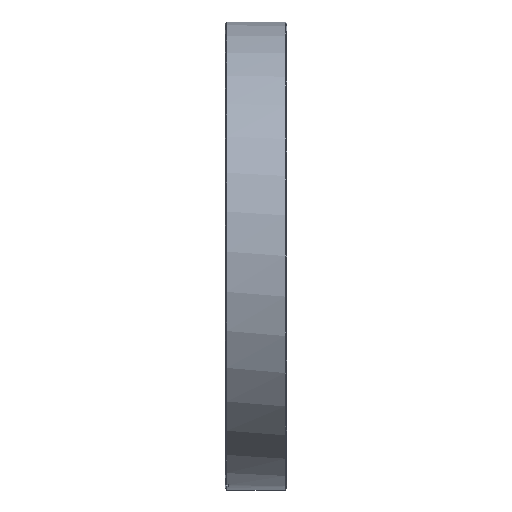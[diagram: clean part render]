
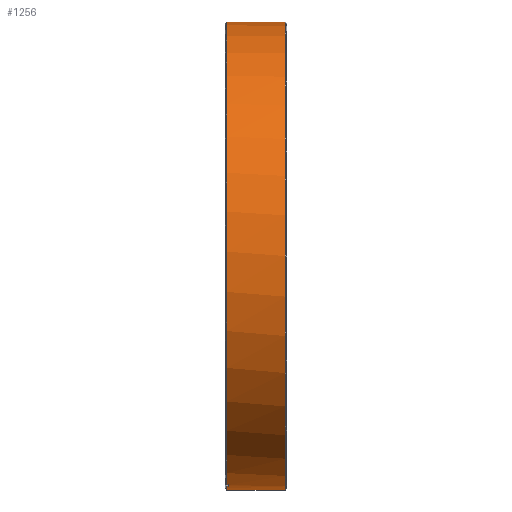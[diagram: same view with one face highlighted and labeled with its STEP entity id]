
A CAD part, left-side view. The second image highlights one B-rep face of the part: STEP entity #1256.
In plain terms, the highlighted cylindrical face has radius 75.8 mm (diameter 151.6 mm), a partial arc.
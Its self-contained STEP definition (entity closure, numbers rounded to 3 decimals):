
#10 = LINE ( 'NONE', #49, #1373 ) ;
#49 = CARTESIAN_POINT ( 'NONE',  ( 0., 19.776, 75.8 ) ) ;
#95 = VERTEX_POINT ( 'NONE', #4099 ) ;
#156 = LINE ( 'NONE', #2654, #1694 ) ;
#465 = CIRCLE ( 'NONE', #4394, 75.8 ) ;
#519 = EDGE_CURVE ( 'NONE', #798, #95, #4621, .T. ) ;
#798 = VERTEX_POINT ( 'NONE', #4395 ) ;
#804 = CARTESIAN_POINT ( 'NONE',  ( 0., -1., 0. ) ) ;
#853 = CARTESIAN_POINT ( 'NONE',  ( -15.767, -0.5, -74.142 ) ) ;
#868 = CIRCLE ( 'NONE', #2166, 75.8 ) ;
#895 = DIRECTION ( 'NONE',  ( 0., -1., 0. ) ) ;
#950 = EDGE_CURVE ( 'NONE', #1847, #3855, #868, .T. ) ;
#969 = DIRECTION ( 'NONE',  ( 0., 0., 1. ) ) ;
#1100 = AXIS2_PLACEMENT_3D ( 'NONE', #3376, #3889, #3939 ) ;
#1115 = EDGE_CURVE ( 'NONE', #1190, #3063, #4031, .T. ) ;
#1122 = CYLINDRICAL_SURFACE ( 'NONE', #1686, 75.8 ) ;
#1190 = VERTEX_POINT ( 'NONE', #3317 ) ;
#1256 = ADVANCED_FACE ( 'NONE', ( #2360 ), #1122, .T. ) ;
#1280 = CARTESIAN_POINT ( 'NONE',  ( -13.806, -1., -74.532 ) ) ;
#1373 = VECTOR ( 'NONE', #4239, 1000. ) ;
#1497 = EDGE_CURVE ( 'NONE', #2230, #798, #156, .T. ) ;
#1521 = ORIENTED_EDGE ( 'NONE', *, *, #2941, .F. ) ;
#1666 = LINE ( 'NONE', #4502, #1675 ) ;
#1675 = VECTOR ( 'NONE', #2304, 1000. ) ;
#1686 = AXIS2_PLACEMENT_3D ( 'NONE', #3158, #3176, #3168 ) ;
#1693 = VERTEX_POINT ( 'NONE', #2305 ) ;
#1694 = VECTOR ( 'NONE', #2648, 1000. ) ;
#1778 = LINE ( 'NONE', #3420, #3436 ) ;
#1798 = ORIENTED_EDGE ( 'NONE', *, *, #950, .T. ) ;
#1842 = ORIENTED_EDGE ( 'NONE', *, *, #2853, .T. ) ;
#1847 = VERTEX_POINT ( 'NONE', #2081 ) ;
#1894 = ORIENTED_EDGE ( 'NONE', *, *, #1115, .T. ) ;
#2081 = CARTESIAN_POINT ( 'NONE',  ( 0., -19.4, -75.8 ) ) ;
#2166 = AXIS2_PLACEMENT_3D ( 'NONE', #3957, #3952, #3950 ) ;
#2195 = ORIENTED_EDGE ( 'NONE', *, *, #4382, .F. ) ;
#2230 = VERTEX_POINT ( 'NONE', #1280 ) ;
#2304 = DIRECTION ( 'NONE',  ( 0., 1., 0. ) ) ;
#2305 = CARTESIAN_POINT ( 'NONE',  ( -15.767, -1., -74.142 ) ) ;
#2322 = AXIS2_PLACEMENT_3D ( 'NONE', #3435, #3433, #3422 ) ;
#2360 = FACE_OUTER_BOUND ( 'NONE', #2803, .T. ) ;
#2648 = DIRECTION ( 'NONE',  ( 0., 1., 0. ) ) ;
#2654 = CARTESIAN_POINT ( 'NONE',  ( -13.806, 19.776, -74.532 ) ) ;
#2678 = ORIENTED_EDGE ( 'NONE', *, *, #3486, .T. ) ;
#2803 = EDGE_LOOP ( 'NONE', ( #1521, #1798, #1842, #1894, #2195, #2678, #2919, #3171 ) ) ;
#2853 = EDGE_CURVE ( 'NONE', #3855, #1190, #10, .T. ) ;
#2919 = ORIENTED_EDGE ( 'NONE', *, *, #1497, .T. ) ;
#2941 = EDGE_CURVE ( 'NONE', #1847, #95, #1666, .T. ) ;
#3063 = VERTEX_POINT ( 'NONE', #853 ) ;
#3158 = CARTESIAN_POINT ( 'NONE',  ( 0., 19.776, 0. ) ) ;
#3168 = DIRECTION ( 'NONE',  ( 0., 0., 1. ) ) ;
#3171 = ORIENTED_EDGE ( 'NONE', *, *, #519, .T. ) ;
#3176 = DIRECTION ( 'NONE',  ( 0., 1., 0. ) ) ;
#3317 = CARTESIAN_POINT ( 'NONE',  ( 0., -0.5, 75.8 ) ) ;
#3376 = CARTESIAN_POINT ( 'NONE',  ( 0., -0.5, 0. ) ) ;
#3420 = CARTESIAN_POINT ( 'NONE',  ( -15.767, 19.776, -74.142 ) ) ;
#3422 = DIRECTION ( 'NONE',  ( 0., 0., 1. ) ) ;
#3433 = DIRECTION ( 'NONE',  ( 0., -1., 0. ) ) ;
#3435 = CARTESIAN_POINT ( 'NONE',  ( 0., -0.5, 0. ) ) ;
#3436 = VECTOR ( 'NONE', #3469, 1000. ) ;
#3469 = DIRECTION ( 'NONE',  ( 0., 1., 0. ) ) ;
#3486 = EDGE_CURVE ( 'NONE', #1693, #2230, #465, .T. ) ;
#3855 = VERTEX_POINT ( 'NONE', #4036 ) ;
#3889 = DIRECTION ( 'NONE',  ( 0., -1., 0. ) ) ;
#3939 = DIRECTION ( 'NONE',  ( 0., 0., 1. ) ) ;
#3950 = DIRECTION ( 'NONE',  ( 0., 0., -1. ) ) ;
#3952 = DIRECTION ( 'NONE',  ( 0., 1., 0. ) ) ;
#3957 = CARTESIAN_POINT ( 'NONE',  ( 0., -19.4, 0. ) ) ;
#4031 = CIRCLE ( 'NONE', #2322, 75.8 ) ;
#4036 = CARTESIAN_POINT ( 'NONE',  ( 0., -19.4, 75.8 ) ) ;
#4099 = CARTESIAN_POINT ( 'NONE',  ( 0., -0.5, -75.8 ) ) ;
#4239 = DIRECTION ( 'NONE',  ( 0., 1., 0. ) ) ;
#4382 = EDGE_CURVE ( 'NONE', #1693, #3063, #1778, .T. ) ;
#4394 = AXIS2_PLACEMENT_3D ( 'NONE', #804, #895, #969 ) ;
#4395 = CARTESIAN_POINT ( 'NONE',  ( -13.806, -0.5, -74.532 ) ) ;
#4502 = CARTESIAN_POINT ( 'NONE',  ( 0., 19.776, -75.8 ) ) ;
#4621 = CIRCLE ( 'NONE', #1100, 75.8 ) ;
